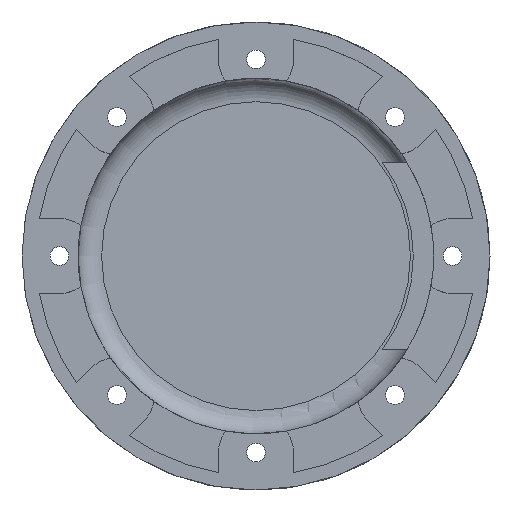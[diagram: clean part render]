
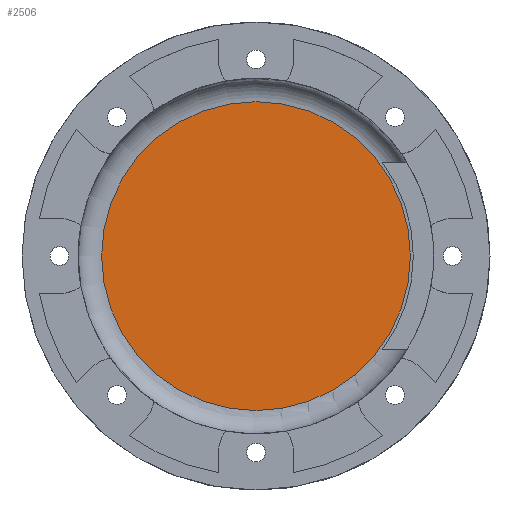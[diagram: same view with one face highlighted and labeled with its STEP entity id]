
A CAD part, top view. The second image highlights one B-rep face of the part: STEP entity #2506.
In plain terms, the highlighted planar face has unit normal (0, 0, 1).
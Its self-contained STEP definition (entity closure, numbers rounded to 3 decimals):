
#94=PLANE('',#2819);
#246=FACE_OUTER_BOUND('',#405,.T.);
#405=EDGE_LOOP('',(#2301));
#509=CIRCLE('',#2697,33.);
#1118=VERTEX_POINT('',#4717);
#1431=EDGE_CURVE('',#1118,#1118,#509,.T.);
#2301=ORIENTED_EDGE('',*,*,#1431,.T.);
#2506=ADVANCED_FACE('',(#246),#94,.T.);
#2697=AXIS2_PLACEMENT_3D('',#4718,#3244,#3245);
#2819=AXIS2_PLACEMENT_3D('',#5006,#3561,#3562);
#3244=DIRECTION('center_axis',(0.,0.,1.));
#3245=DIRECTION('ref_axis',(1.,0.,0.));
#3561=DIRECTION('center_axis',(0.,0.,1.));
#3562=DIRECTION('ref_axis',(1.,0.,0.));
#4717=CARTESIAN_POINT('',(-33.,0.,2.));
#4718=CARTESIAN_POINT('Origin',(0.,0.,2.));
#5006=CARTESIAN_POINT('Origin',(0.,0.,2.));
